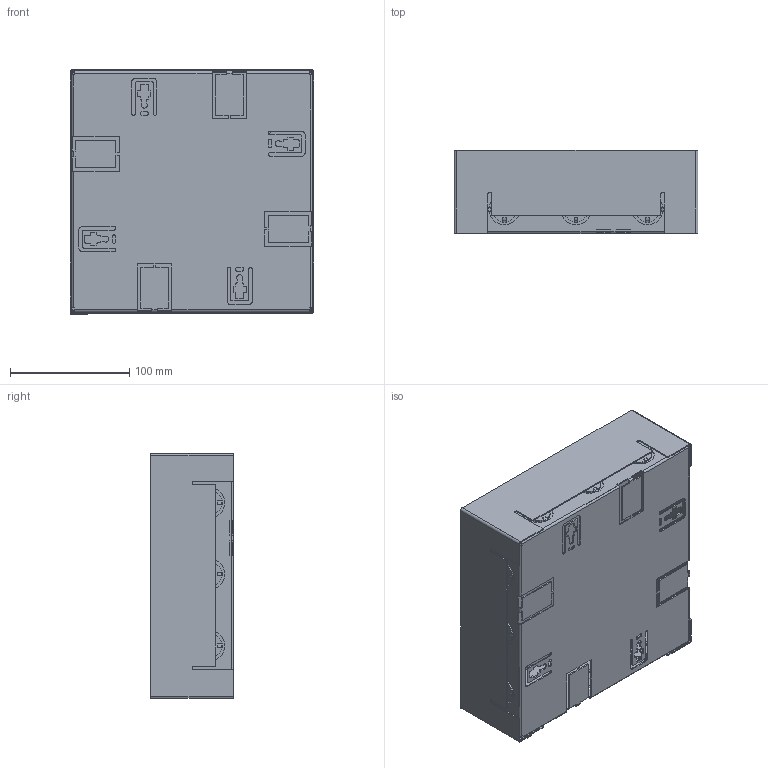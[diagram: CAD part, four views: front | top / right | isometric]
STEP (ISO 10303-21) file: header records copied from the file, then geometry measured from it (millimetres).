
FILE_DESCRIPTION (( 'STEP AP214' ), '1' );
FILE_NAME ('7427430.stp', '2024-07-31T11:20:44', ( '' ), ( '' ), 'SwSTEP 2.0', 'SolidWorks 2022', '' );
FILE_SCHEMA (( 'AUTOMOTIVE_DESIGN' ));
Length unit declared in the file: millimetre
Products named in the file (4): 057485_Standard; 057486_Standard; 7427430; 057484_Standard
Assembly tree (3 placements, depth 2):
  7427430
    057485_Standard
    057484_Standard
    057486_Standard
Bounding box: 204.4 x 69.56 x 205.41 mm (x, y, z)
Volume: 163210.6 mm3; surface area: 336945.6 mm2
Topology: 3 solids, 3 shells, 1433 faces, 4141 edges, 2646 vertices
Faces by surface type: plane 918, cylinder 515
Full cylindrical faces by diameter (mm): 3.5 x1
Entity records: 47354 total; most frequent: ORIENTED_EDGE 8280, DIRECTION 8256, CARTESIAN_POINT 8225, EDGE_CURVE 4140, VECTOR 2902, LINE 2902, AXIS2_PLACEMENT_3D 2677, VERTEX_POINT 2646
